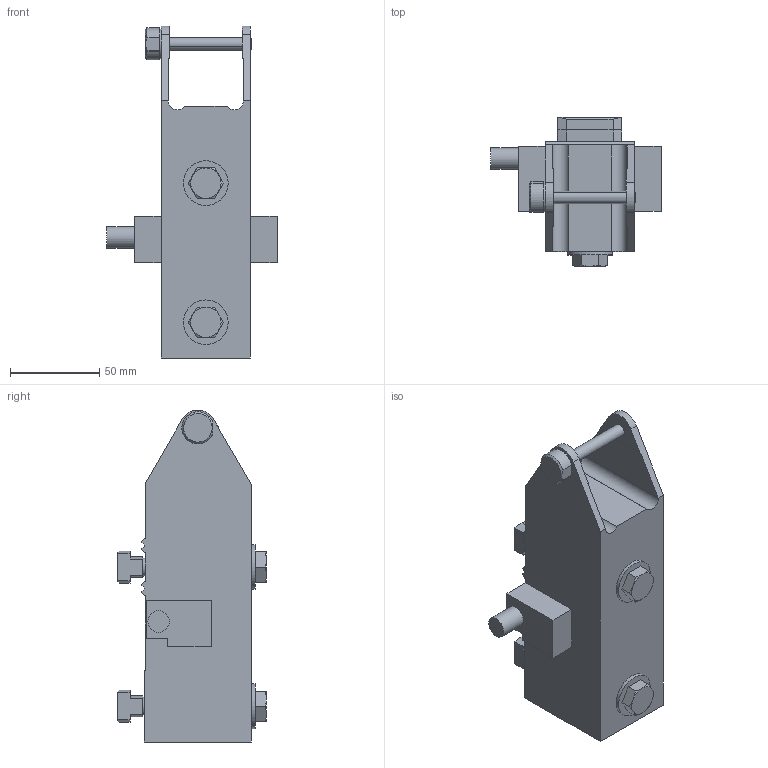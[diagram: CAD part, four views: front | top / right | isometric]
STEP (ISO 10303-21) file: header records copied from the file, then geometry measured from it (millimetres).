
FILE_DESCRIPTION(/* description */ (''),/* implementation_level */ '2;1');
FILE_NAME(/* name */ 'W5190190_stp.stp',/* time_stamp */ '2016-09-07T10:30:45+02:00',/* author */ (''),/* organization */ (''),/* preprocessor_version */ 'ST-DEVELOPER v15',/* originating_system */ 'SIEMENS PLM Software NX 9.0',/* authorisation */ '');
FILE_SCHEMA (('AUTOMOTIVE_DESIGN { 1 0 10303 214 3 1 1 1 }'));
Length unit declared in the file: millimetre
Products named in the file (1): schy107C76694d0h
Bounding box: 95.5 x 83.4 x 186 mm (x, y, z)
Volume: 486247.1 mm3; surface area: 56170.2 mm2
Topology: 1 solids, 1 shells, 146 faces, 383 edges, 252 vertices
Faces by surface type: plane 111, cylinder 18, cone 17
Full cylindrical faces by diameter (mm): 10 x2, 12 x1, 25 x2
Entity records: 4437 total; most frequent: CARTESIAN_POINT 844, ORIENTED_EDGE 746, DIRECTION 699, EDGE_CURVE 373, LINE 291, VECTOR 291, VERTEX_POINT 247, AXIS2_PLACEMENT_3D 204
